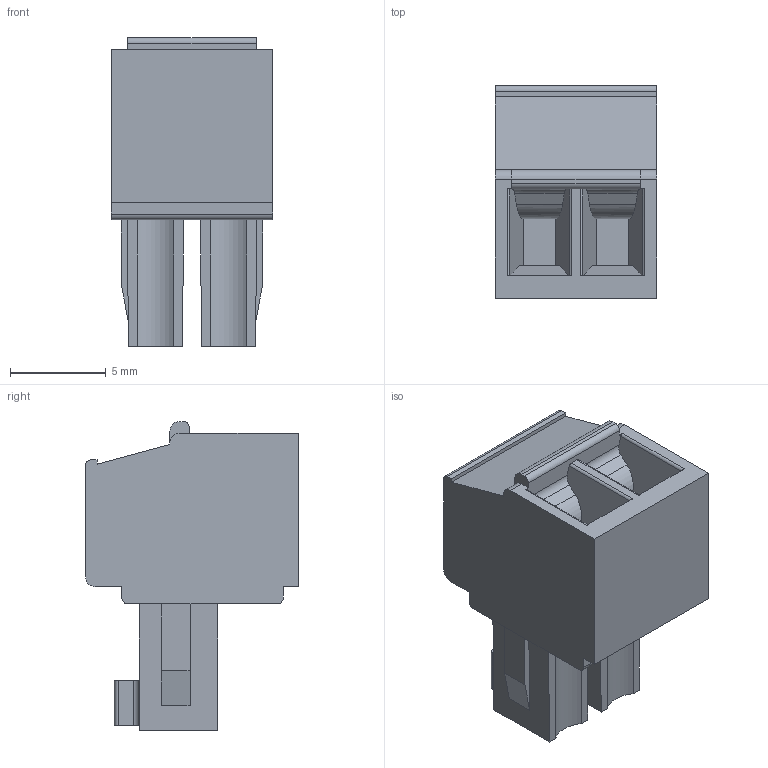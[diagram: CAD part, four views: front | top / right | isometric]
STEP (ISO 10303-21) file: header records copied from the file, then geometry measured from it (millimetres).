
FILE_DESCRIPTION (( 'STEP AP214' ), '1' );
FILE_NAME ('1803578.STEP', '2020-08-04T16:15:14', ( '' ), ( '' ), 'SwSTEP 2.0', 'SolidWorks 2017', '' );
FILE_SCHEMA (( 'AUTOMOTIVE_DESIGN' ));
Length unit declared in the file: millimetre
Products named in the file (1): 1803578
Bounding box: 8.41 x 11.1 x 16.1 mm (x, y, z)
Volume: 852.8 mm3; surface area: 877.4 mm2
Topology: 3 solids, 3 shells, 148 faces, 396 edges, 262 vertices
Faces by surface type: plane 94, cylinder 44, torus 6, bspline 4
Entity records: 4785 total; most frequent: CARTESIAN_POINT 1037, ORIENTED_EDGE 788, DIRECTION 744, EDGE_CURVE 394, VECTOR 270, LINE 270, VERTEX_POINT 262, AXIS2_PLACEMENT_3D 237
